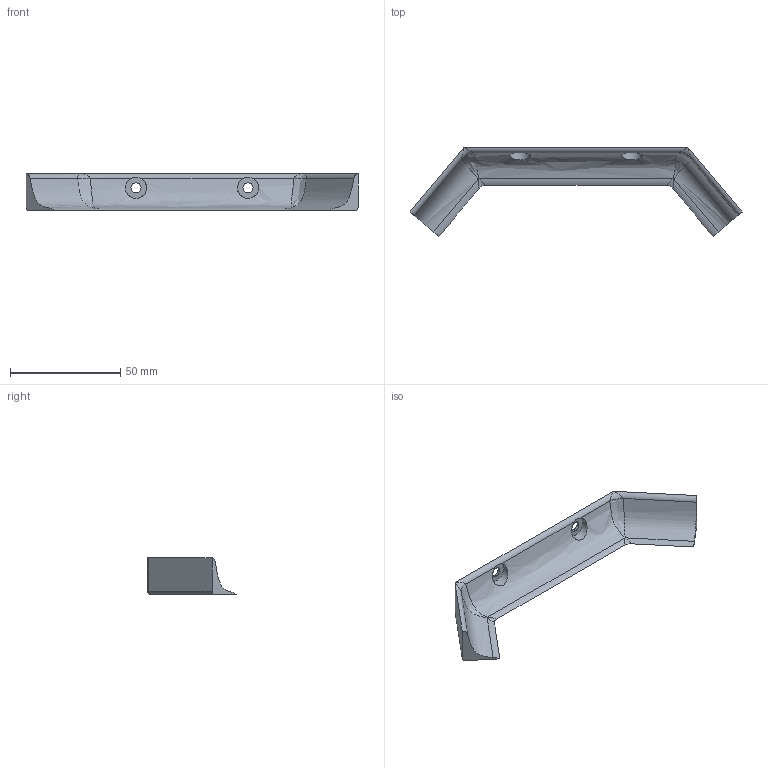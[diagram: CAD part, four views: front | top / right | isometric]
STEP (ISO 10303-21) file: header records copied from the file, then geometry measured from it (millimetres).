
FILE_DESCRIPTION(/* description */ (''),/* implementation_level */ '2;1');
FILE_NAME(/* name */ 'Ramp (3d print).step',/* time_stamp */ '2024-06-28T04:19:03-05:00',/* author */ (''),/* organization */ (''),/* preprocessor_version */ 'ST-DEVELOPER v20',/* originating_system */ 'Autodesk Translation Framework v13.14.0.145',/* authorisation */ '');
FILE_SCHEMA (('AUTOMOTIVE_DESIGN { 1 0 10303 214 3 1 1 }'));
Length unit declared in the file: metre
Products named in the file (1): gillette_stadium2
Bounding box: 150.58 x 40.2 x 16.51 mm (x, y, z)
Volume: 14830.7 mm3; surface area: 10211.8 mm2
Topology: 1 solids, 1 shells, 34 faces, 84 edges, 50 vertices
Faces by surface type: cylinder 15, bspline 9, plane 8, sphere 2
Full cylindrical faces by diameter (mm): 4.572 x2, 9.652 x2
Entity records: 1568 total; most frequent: CARTESIAN_POINT 776, ORIENTED_EDGE 164, DIRECTION 144, EDGE_CURVE 82, AXIS2_PLACEMENT_3D 56, VERTEX_POINT 50, EDGE_LOOP 38, FACE_OUTER_BOUND 34
